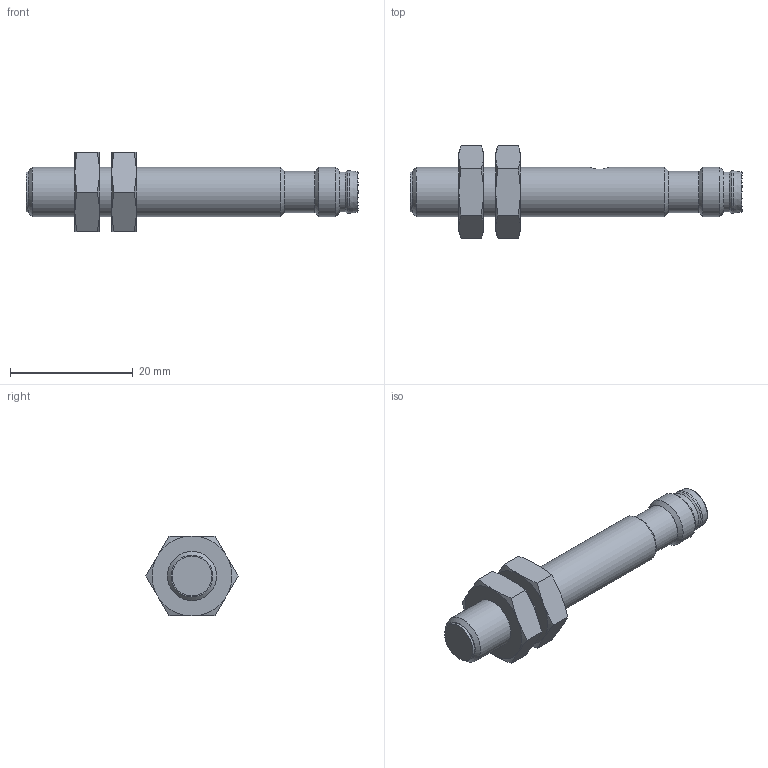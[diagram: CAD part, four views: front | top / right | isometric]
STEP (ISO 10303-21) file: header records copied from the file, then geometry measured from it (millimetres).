
FILE_DESCRIPTION (( 'STEP AP203' ), '1' );
FILE_NAME ('CE1-AP-1F.step', '2020-12-11T21:22:36', ( 'ADC123' ), ( 'Microsoft' ), 'SwSTEP 2.0', 'SolidWorks 2019', '' );
FILE_SCHEMA (( 'CONFIG_CONTROL_DESIGN' ));
Length unit declared in the file: inch
Products named in the file (1): CE1-AP-1F
Bounding box: 54 x 15.01 x 13 mm (x, y, z)
Volume: 3295.1 mm3; surface area: 2476.2 mm2
Topology: 3 solids, 3 shells, 80 faces, 167 edges, 101 vertices
Faces by surface type: cone 34, plane 31, cylinder 13, bspline 2
Full cylindrical faces by diameter (mm): 1 x3, 3 x1, 5.8 x1, 6.5 x2, 6.7 x1, 6.9 x1, 6.917 x2, 8 x2
Entity records: 2119 total; most frequent: CARTESIAN_POINT 552, DIRECTION 300, ORIENTED_EDGE 266, AXIS2_PLACEMENT_3D 138, EDGE_CURVE 133, EDGE_LOOP 118, FACE_OUTER_BOUND 94, VERTEX_POINT 93
